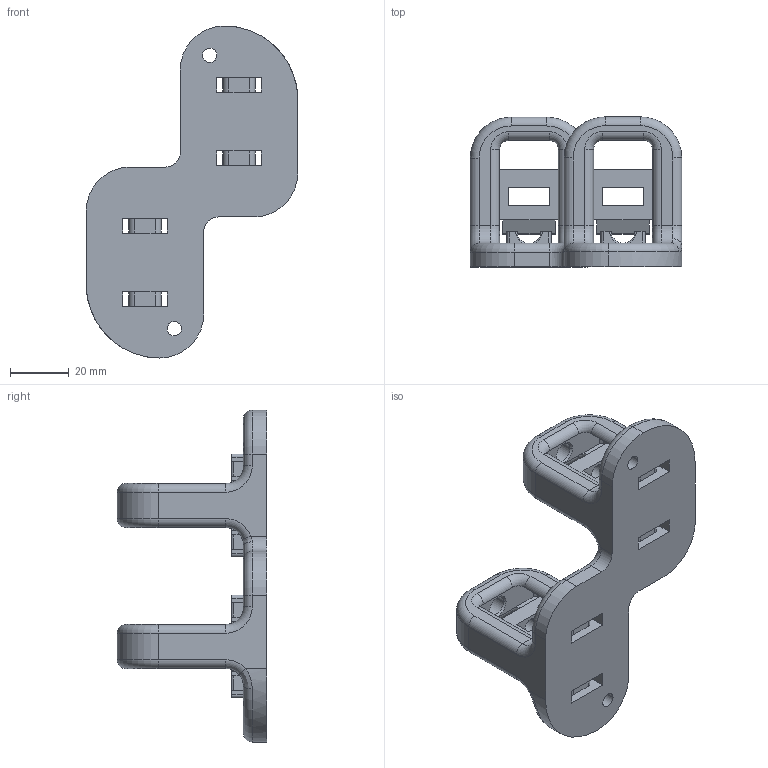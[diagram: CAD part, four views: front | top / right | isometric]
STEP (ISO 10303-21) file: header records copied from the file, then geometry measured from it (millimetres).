
FILE_DESCRIPTION((''),'2;1');
FILE_NAME('VALVE_DOUBLE_ASM','2025-01-19T12:17:52',('weiss'),(''),'CREO PARAMETRIC BY PTC INC, 2022014','CREO PARAMETRIC BY PTC INC, 2022014','');
FILE_SCHEMA(('CONFIG_CONTROL_DESIGN'));
Length unit declared in the file: millimetre
Products named in the file (3): VALVE_DOUBLE_BASEPLATE; KLEMPLATTE_V3; VALVE_DOUBLE_ASM
Assembly tree (3 placements, depth 2):
  VALVE_DOUBLE_ASM
    VALVE_DOUBLE_BASEPLATE
    KLEMPLATTE_V3  x2
Bounding box: 72 x 51 x 113 mm (x, y, z)
Volume: 60281.5 mm3; surface area: 29331.5 mm2
Topology: 3 solids, 3 shells, 320 faces, 868 edges, 542 vertices
Faces by surface type: plane 144, cylinder 108, torus 56, cone 8, bspline 4
Entity records: 10026 total; most frequent: CARTESIAN_POINT 2132, DIRECTION 1706, ORIENTED_EDGE 1636, EDGE_CURVE 818, AXIS2_PLACEMENT_3D 620, VERTEX_POINT 510, VECTOR 466, LINE 466
